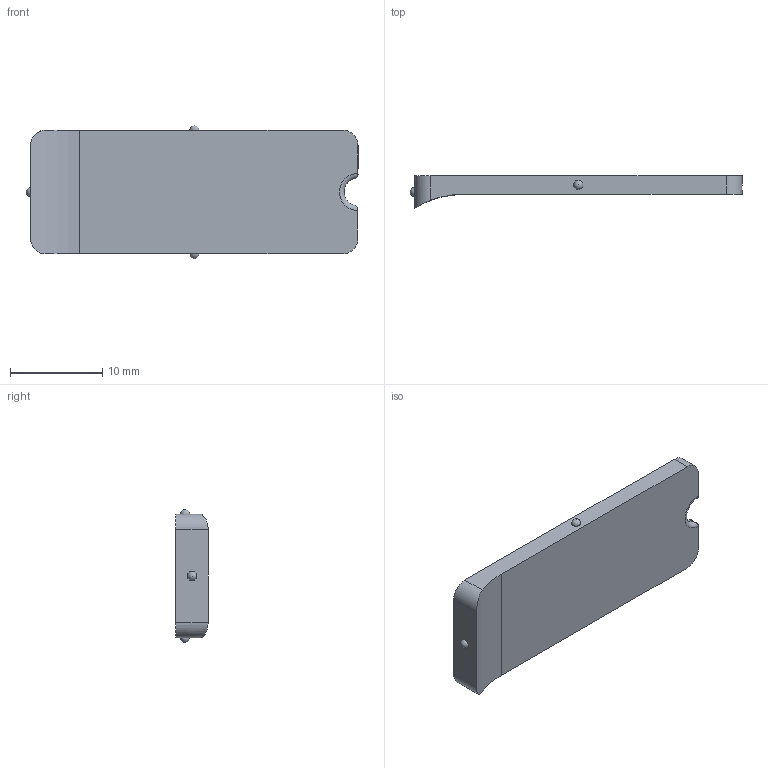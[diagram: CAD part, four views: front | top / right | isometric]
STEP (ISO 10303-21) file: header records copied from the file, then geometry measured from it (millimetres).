
FILE_DESCRIPTION (( 'STEP AP214' ), '1' );
FILE_NAME ('service_flap.STEP', '2023-01-20T22:12:58', ( '' ), ( '' ), 'SwSTEP 2.0', 'SolidWorks 2022', '' );
FILE_SCHEMA (( 'AUTOMOTIVE_DESIGN' ));
Length unit declared in the file: millimetre
Products named in the file (1): service_flap
Bounding box: 35.9 x 3.5 x 14.4 mm (x, y, z)
Volume: 961.2 mm3; surface area: 1160.1 mm2
Topology: 1 solids, 1 shells, 27 faces, 80 edges, 55 vertices
Faces by surface type: cylinder 12, plane 11, sphere 3, torus 1
Entity records: 933 total; most frequent: CARTESIAN_POINT 194, DIRECTION 153, ORIENTED_EDGE 144, EDGE_CURVE 72, AXIS2_PLACEMENT_3D 57, VERTEX_POINT 50, VECTOR 39, LINE 39
